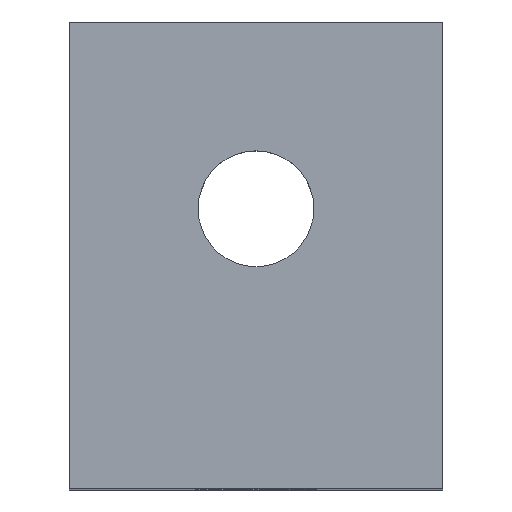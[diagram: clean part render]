
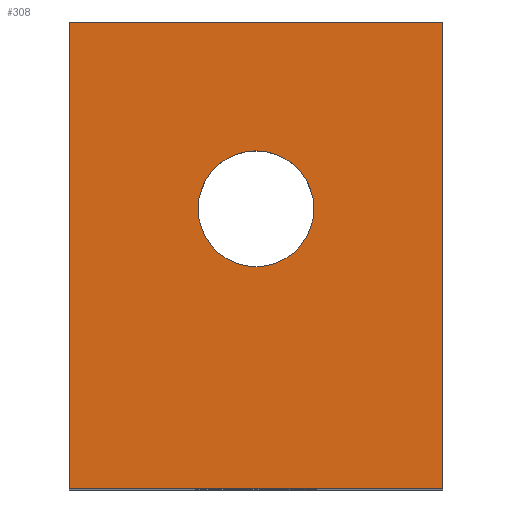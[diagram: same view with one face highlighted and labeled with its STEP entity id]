
A CAD part, top view. The second image highlights one B-rep face of the part: STEP entity #308.
In plain terms, the highlighted planar face has unit normal (0, 0, 1).
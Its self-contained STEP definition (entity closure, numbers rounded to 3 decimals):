
#7 = LINE ( 'NONE', #18, #17 ) ;
#16 = DIRECTION ( 'NONE',  ( 0., -1., 0. ) ) ;
#17 = VECTOR ( 'NONE', #16, 1000. ) ;
#18 = CARTESIAN_POINT ( 'NONE',  ( 0., 25., 0. ) ) ;
#52 = CARTESIAN_POINT ( 'NONE',  ( 20., 0., 0. ) ) ;
#85 = DIRECTION ( 'NONE',  ( 0., -1., 0. ) ) ;
#86 = VECTOR ( 'NONE', #85, 1000. ) ;
#88 = DIRECTION ( 'NONE',  ( -1., 0., 0. ) ) ;
#89 = VECTOR ( 'NONE', #88, 1000. ) ;
#95 = CARTESIAN_POINT ( 'NONE',  ( 20., 25., 0. ) ) ;
#96 = LINE ( 'NONE', #95, #86 ) ;
#110 = CARTESIAN_POINT ( 'NONE',  ( 20., 0., 0. ) ) ;
#111 = LINE ( 'NONE', #110, #89 ) ;
#298 = VERTEX_POINT ( 'NONE', #513 ) ;
#300 = EDGE_CURVE ( 'NONE', #301, #302, #539, .T. ) ;
#301 = VERTEX_POINT ( 'NONE', #534 ) ;
#302 = VERTEX_POINT ( 'NONE', #533 ) ;
#308 = ADVANCED_FACE ( 'NONE', ( #592, #591 ), #589, .F. ) ;
#309 = ORIENTED_EDGE ( 'NONE', *, *, #310, .T. ) ;
#310 = EDGE_CURVE ( 'NONE', #302, #301, #529, .T. ) ;
#311 = ORIENTED_EDGE ( 'NONE', *, *, #300, .T. ) ;
#312 = EDGE_LOOP ( 'NONE', ( #326, #324, #321, #405 ) ) ;
#321 = ORIENTED_EDGE ( 'NONE', *, *, #407, .F. ) ;
#323 = VERTEX_POINT ( 'NONE', #561 ) ;
#324 = ORIENTED_EDGE ( 'NONE', *, *, #408, .F. ) ;
#326 = ORIENTED_EDGE ( 'NONE', *, *, #400, .T. ) ;
#330 = EDGE_LOOP ( 'NONE', ( #309, #311 ) ) ;
#340 = VERTEX_POINT ( 'NONE', #541 ) ;
#342 = EDGE_CURVE ( 'NONE', #298, #340, #653, .T. ) ;
#400 = EDGE_CURVE ( 'NONE', #340, #323, #7, .T. ) ;
#404 = VERTEX_POINT ( 'NONE', #52 ) ;
#405 = ORIENTED_EDGE ( 'NONE', *, *, #342, .T. ) ;
#407 = EDGE_CURVE ( 'NONE', #298, #404, #96, .T. ) ;
#408 = EDGE_CURVE ( 'NONE', #404, #323, #111, .T. ) ;
#513 = CARTESIAN_POINT ( 'NONE',  ( 20., 25., 0. ) ) ;
#526 = DIRECTION ( 'NONE',  ( 0., 1., 0. ) ) ;
#527 = DIRECTION ( 'NONE',  ( 0., 0., -1. ) ) ;
#528 = AXIS2_PLACEMENT_3D ( 'NONE', #590, #527, #526 ) ;
#529 = CIRCLE ( 'NONE', #528, 3.1 ) ;
#531 = DIRECTION ( 'NONE',  ( 0., 1., 0. ) ) ;
#532 = DIRECTION ( 'NONE',  ( 0., 0., -1. ) ) ;
#533 = CARTESIAN_POINT ( 'NONE',  ( 10., 18.1, 0. ) ) ;
#534 = CARTESIAN_POINT ( 'NONE',  ( 10., 11.9, 0. ) ) ;
#535 = DIRECTION ( 'NONE',  ( 0., 1., 0. ) ) ;
#536 = DIRECTION ( 'NONE',  ( 0., 0., -1. ) ) ;
#537 = CARTESIAN_POINT ( 'NONE',  ( 10., 15., 0. ) ) ;
#538 = AXIS2_PLACEMENT_3D ( 'NONE', #537, #536, #535 ) ;
#539 = CIRCLE ( 'NONE', #538, 3.1 ) ;
#541 = CARTESIAN_POINT ( 'NONE',  ( 0., 25., 0. ) ) ;
#561 = CARTESIAN_POINT ( 'NONE',  ( 0., 0., 0. ) ) ;
#587 = CARTESIAN_POINT ( 'NONE',  ( 20., 25., 0. ) ) ;
#588 = AXIS2_PLACEMENT_3D ( 'NONE', #587, #532, #531 ) ;
#589 = PLANE ( 'NONE',  #588 ) ;
#590 = CARTESIAN_POINT ( 'NONE',  ( 10., 15., 0. ) ) ;
#591 = FACE_OUTER_BOUND ( 'NONE', #312, .T. ) ;
#592 = FACE_BOUND ( 'NONE', #330, .T. ) ;
#650 = DIRECTION ( 'NONE',  ( -1., 0., 0. ) ) ;
#651 = VECTOR ( 'NONE', #650, 1000. ) ;
#652 = CARTESIAN_POINT ( 'NONE',  ( 20., 25., 0. ) ) ;
#653 = LINE ( 'NONE', #652, #651 ) ;
